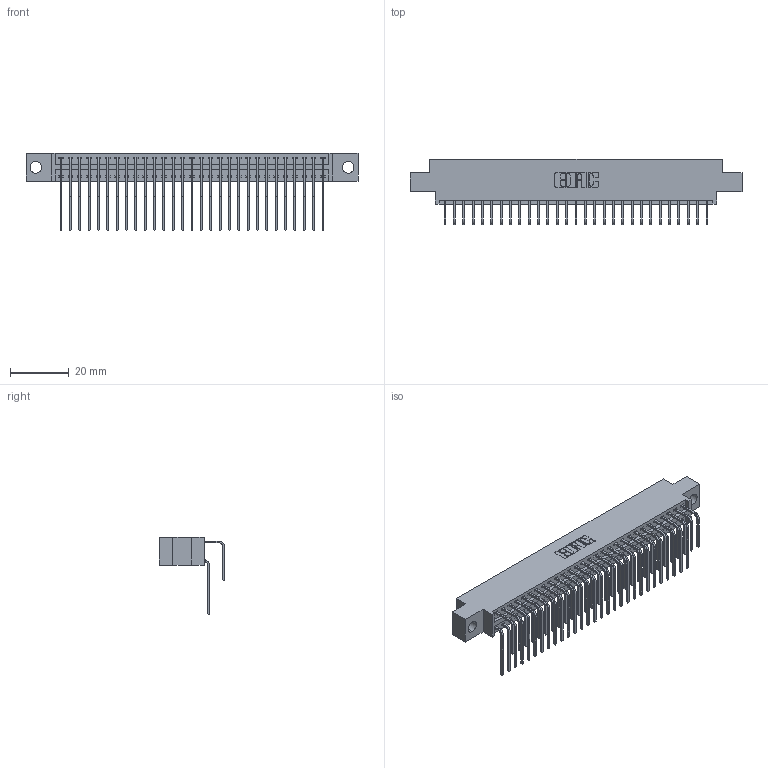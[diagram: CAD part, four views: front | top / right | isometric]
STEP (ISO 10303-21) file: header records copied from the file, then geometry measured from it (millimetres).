
FILE_DESCRIPTION (( 'STEP AP203' ), '1' );
FILE_NAME ('346-058-558-804.STEP', '2022-05-21T09:28:06', ( '' ), ( '' ), 'SwSTEP 2.0', 'SolidWorks 2020', '' );
FILE_SCHEMA (( 'CONFIG_CONTROL_DESIGN' ));
Length unit declared in the file: inch
Products named in the file (4): 346 Part_0.170 Offset - 0.156 Dia-TH; 346-058-558-804; 345-292-001_558 559 Tail - 1; 345-292-001_558 Tail - 2
Assembly tree (59 placements, depth 2):
  346-058-558-804
    346 Part_0.170 Offset - 0.156 Dia-TH
    345-292-001_558 559 Tail - 1  x29
    345-292-001_558 Tail - 2  x29
Bounding box: 112.65 x 22.16 x 26.16 mm (x, y, z)
Volume: 10957.7 mm3; surface area: 16490.5 mm2
Topology: 59 solids, 59 shells, 3272 faces, 9715 edges, 6398 vertices
Faces by surface type: plane 2240, cylinder 1032
Entity records: 23011 total; most frequent: CARTESIAN_POINT 3869, ORIENTED_EDGE 3750, DIRECTION 3431, EDGE_CURVE 1875, VECTOR 1587, LINE 1587, VERTEX_POINT 1246, AXIS2_PLACEMENT_3D 922
